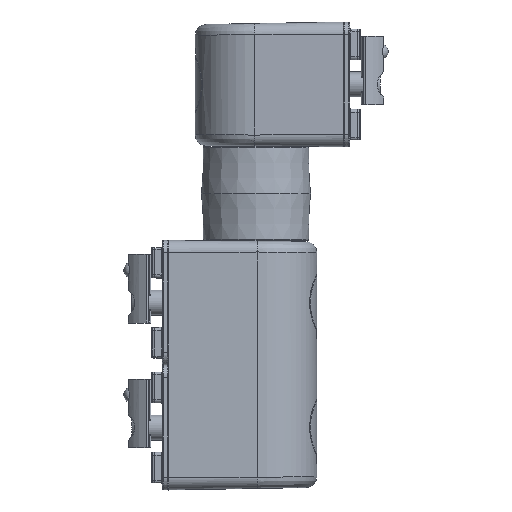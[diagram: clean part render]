
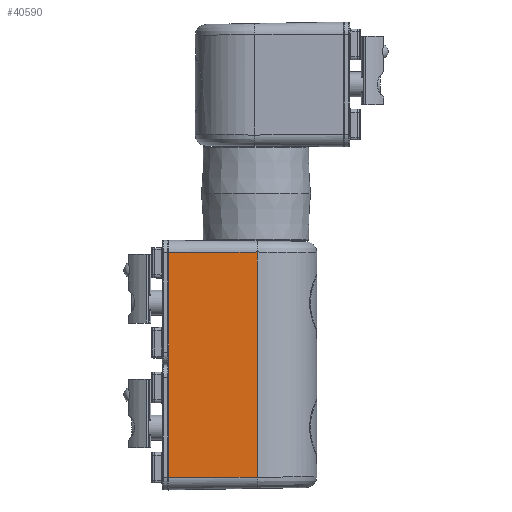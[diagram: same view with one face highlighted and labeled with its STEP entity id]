
A CAD part, top view. The second image highlights one B-rep face of the part: STEP entity #40590.
In plain terms, the highlighted planar face has unit normal (0.018, 0, 1).
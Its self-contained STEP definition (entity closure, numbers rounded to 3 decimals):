
#428=PLANE('',#44274);
#7095=FACE_OUTER_BOUND('',#9812,.T.);
#9812=EDGE_LOOP('',(#30702,#30703,#30704,#30705));
#12289=LINE('',#84182,#14003);
#12476=LINE('',#88138,#14190);
#14003=VECTOR('',#50699,1000.);
#14190=VECTOR('',#51172,1000.);
#15876=B_SPLINE_CURVE_WITH_KNOTS('',3,(#89166,#89167,#89168,#89169),
 .UNSPECIFIED.,.F.,.F.,(4,4),(0.03,0.058),
 .UNSPECIFIED.);
#15877=B_SPLINE_CURVE_WITH_KNOTS('',3,(#89170,#89171,#89172,#89173),
 .UNSPECIFIED.,.F.,.F.,(4,4),(-0.057,-0.028),
 .UNSPECIFIED.);
#17869=VERTEX_POINT('',#84179);
#17870=VERTEX_POINT('',#84181);
#18186=VERTEX_POINT('',#88136);
#18187=VERTEX_POINT('',#88137);
#22308=EDGE_CURVE('',#17870,#17869,#12289,.T.);
#22690=EDGE_CURVE('',#18186,#18187,#12476,.T.);
#22742=EDGE_CURVE('',#17869,#18187,#15876,.T.);
#22743=EDGE_CURVE('',#18186,#17870,#15877,.T.);
#30702=ORIENTED_EDGE('',*,*,#22308,.T.);
#30703=ORIENTED_EDGE('',*,*,#22742,.T.);
#30704=ORIENTED_EDGE('',*,*,#22690,.F.);
#30705=ORIENTED_EDGE('',*,*,#22743,.T.);
#40590=ADVANCED_FACE('',(#7095),#428,.F.);
#44274=AXIS2_PLACEMENT_3D('',#89165,#51223,#51224);
#50699=DIRECTION('',(0.,-1.,0.));
#51172=DIRECTION('',(0.,-1.,0.));
#51223=DIRECTION('center_axis',(-0.018,0.,-1.));
#51224=DIRECTION('ref_axis',(-1.,0.,0.018));
#84179=CARTESIAN_POINT('',(-28.,-36.001,20.));
#84181=CARTESIAN_POINT('',(-28.,36.,20.));
#84182=CARTESIAN_POINT('',(-28.,40.,20.));
#88136=CARTESIAN_POINT('',(0.346,36.253,19.497));
#88137=CARTESIAN_POINT('',(0.346,-36.006,19.497));
#88138=CARTESIAN_POINT('',(0.346,40.,19.497));
#89165=CARTESIAN_POINT('Origin',(-28.,40.,20.));
#89166=CARTESIAN_POINT('Ctrl Pts',(-28.,-36.001,20.));
#89167=CARTESIAN_POINT('Ctrl Pts',(-18.55,-36.086,19.832));
#89168=CARTESIAN_POINT('Ctrl Pts',(-9.1,-36.171,19.665));
#89169=CARTESIAN_POINT('Ctrl Pts',(0.346,-36.006,
19.497));
#89170=CARTESIAN_POINT('Ctrl Pts',(0.346,36.253,19.497));
#89171=CARTESIAN_POINT('Ctrl Pts',(-9.101,36.335,19.665));
#89172=CARTESIAN_POINT('Ctrl Pts',(-18.551,36.168,19.832));
#89173=CARTESIAN_POINT('Ctrl Pts',(-28.,36.,20.));
